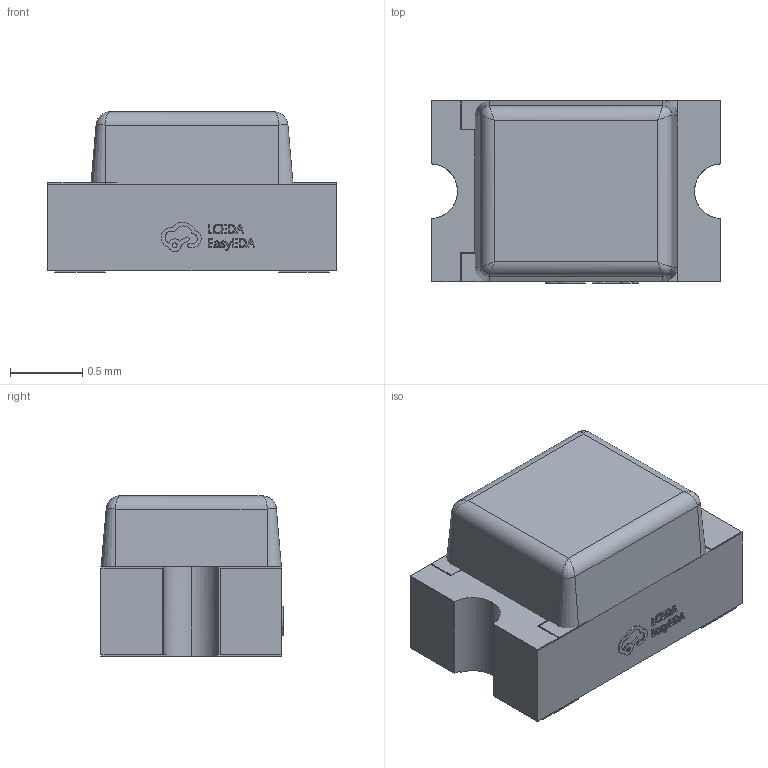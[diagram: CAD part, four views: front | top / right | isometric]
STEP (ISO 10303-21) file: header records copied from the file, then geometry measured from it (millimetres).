
FILE_DESCRIPTION (( 'STEP AP214' ), '1' );
FILE_NAME ('LED-SMD_L2.0-W1.25-RD_RED.step', '2022-07-08T12:30:11', ( '' ), ( '' ), 'SwSTEP 2.0', 'SolidWorks 2020', '' );
FILE_SCHEMA (( 'AUTOMOTIVE_DESIGN' ));
Length unit declared in the file: millimetre
Products named in the file (1): LED-SMD_L2.0-W1.25-RD_RED
Bounding box: 2 x 1.26 x 1.11 mm (x, y, z)
Volume: 2.3 mm3; surface area: 19.2 mm2
Topology: 6 solids, 6 shells, 373 faces, 990 edges, 652 vertices
Faces by surface type: plane 238, bspline 116, cylinder 15, cone 4
Entity records: 17549 total; most frequent: CARTESIAN_POINT 5044, ORIENTED_EDGE 1972, DIRECTION 1296, EDGE_CURVE 986, VECTOR 712, LINE 712, VERTEX_POINT 652, EDGE_LOOP 400
